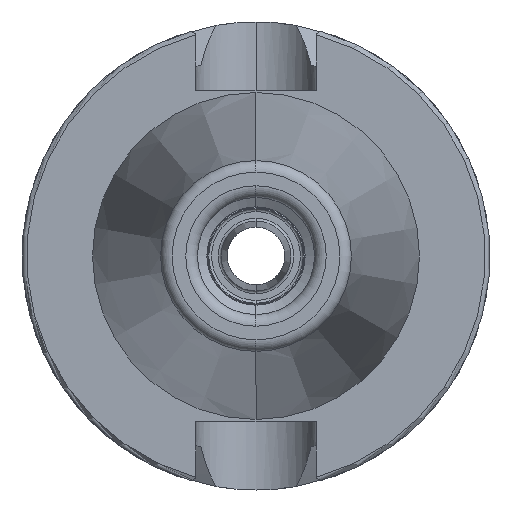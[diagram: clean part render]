
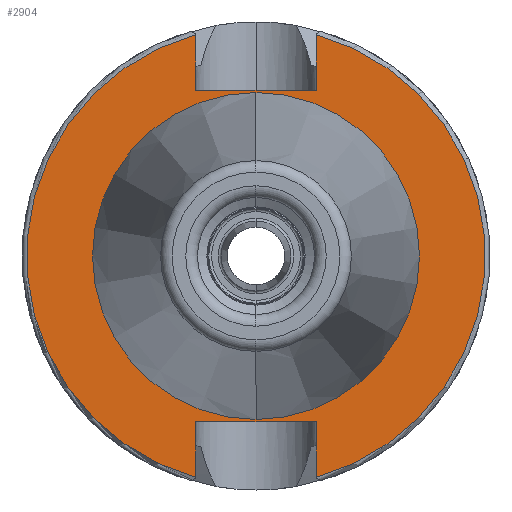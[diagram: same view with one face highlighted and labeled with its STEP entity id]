
A CAD part, left-side view. The second image highlights one B-rep face of the part: STEP entity #2904.
In plain terms, the highlighted planar face has unit normal (-1, 0, 0).
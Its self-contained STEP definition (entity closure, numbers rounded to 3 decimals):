
#20 = VERTEX_POINT ( 'NONE', #239 ) ;
#52 = VERTEX_POINT ( 'NONE', #1303 ) ;
#70 = AXIS2_PLACEMENT_3D ( 'NONE', #118, #124, #133 ) ;
#82 = DIRECTION ( 'NONE',  ( 1., 0., 0. ) ) ;
#95 = EDGE_LOOP ( 'NONE', ( #1957, #1954 ) ) ;
#98 = CARTESIAN_POINT ( 'NONE',  ( 3., 0., 0. ) ) ;
#104 = CARTESIAN_POINT ( 'NONE',  ( 3., -12.85, 47.285 ) ) ;
#107 = EDGE_CURVE ( 'NONE', #293, #1635, #2687, .T. ) ;
#118 = CARTESIAN_POINT ( 'NONE',  ( 3., 0., 0. ) ) ;
#123 = EDGE_CURVE ( 'NONE', #2107, #293, #2655, .T. ) ;
#124 = DIRECTION ( 'NONE',  ( 1., 0., 0. ) ) ;
#133 = DIRECTION ( 'NONE',  ( 0., 0., -1. ) ) ;
#164 = EDGE_LOOP ( 'NONE', ( #1952, #1945, #1942, #1928, #1926, #1919, #1910, #1895 ) ) ;
#176 = DIRECTION ( 'NONE',  ( 0., 0., -1. ) ) ;
#185 = EDGE_CURVE ( 'NONE', #2107, #3004, #2602, .T. ) ;
#239 = CARTESIAN_POINT ( 'NONE',  ( 3., 0., -34.925 ) ) ;
#273 = CARTESIAN_POINT ( 'NONE',  ( 3., 0., 0. ) ) ;
#279 = DIRECTION ( 'NONE',  ( 1., 0., 0. ) ) ;
#286 = DIRECTION ( 'NONE',  ( 0., 0., -1. ) ) ;
#293 = VERTEX_POINT ( 'NONE', #2918 ) ;
#329 = EDGE_CURVE ( 'NONE', #411, #3004, #2495, .T. ) ;
#334 = DIRECTION ( 'NONE',  ( 0., 0., -1. ) ) ;
#369 = EDGE_CURVE ( 'NONE', #738, #411, #2488, .T. ) ;
#382 = EDGE_CURVE ( 'NONE', #738, #733, #2490, .T. ) ;
#399 = CARTESIAN_POINT ( 'NONE',  ( 3., -12.85, -35.4 ) ) ;
#411 = VERTEX_POINT ( 'NONE', #2505 ) ;
#485 = EDGE_CURVE ( 'NONE', #3013, #20, #2409, .T. ) ;
#510 = AXIS2_PLACEMENT_3D ( 'NONE', #2975, #2727, #2930 ) ;
#511 = EDGE_CURVE ( 'NONE', #733, #52, #2390, .T. ) ;
#513 = AXIS2_PLACEMENT_3D ( 'NONE', #98, #82, #334 ) ;
#529 = EDGE_CURVE ( 'NONE', #1635, #52, #2392, .T. ) ;
#660 = CARTESIAN_POINT ( 'NONE',  ( 3., -12.85, 35.4 ) ) ;
#733 = VERTEX_POINT ( 'NONE', #1262 ) ;
#738 = VERTEX_POINT ( 'NONE', #1269 ) ;
#926 = FACE_BOUND ( 'NONE', #95, .T. ) ;
#971 = FACE_OUTER_BOUND ( 'NONE', #164, .T. ) ;
#1037 = EDGE_CURVE ( 'NONE', #20, #3013, #2102, .T. ) ;
#1215 = AXIS2_PLACEMENT_3D ( 'NONE', #273, #279, #286 ) ;
#1262 = CARTESIAN_POINT ( 'NONE',  ( 3., -12.85, -35.4 ) ) ;
#1269 = CARTESIAN_POINT ( 'NONE',  ( 3., 12.85, -35.4 ) ) ;
#1303 = CARTESIAN_POINT ( 'NONE',  ( 3., -12.85, -47.285 ) ) ;
#1510 = AXIS2_PLACEMENT_3D ( 'NONE', #2653, #2656, #2661 ) ;
#1635 = VERTEX_POINT ( 'NONE', #104 ) ;
#1724 = DIRECTION ( 'NONE',  ( 0., -1., 0. ) ) ;
#1794 = CARTESIAN_POINT ( 'NONE',  ( 3., 12.85, 35.4 ) ) ;
#1880 = DIRECTION ( 'NONE',  ( 0., 0., 1. ) ) ;
#1895 = ORIENTED_EDGE ( 'NONE', *, *, #369, .F. ) ;
#1910 = ORIENTED_EDGE ( 'NONE', *, *, #329, .F. ) ;
#1919 = ORIENTED_EDGE ( 'NONE', *, *, #185, .T. ) ;
#1926 = ORIENTED_EDGE ( 'NONE', *, *, #123, .F. ) ;
#1928 = ORIENTED_EDGE ( 'NONE', *, *, #107, .F. ) ;
#1942 = ORIENTED_EDGE ( 'NONE', *, *, #529, .F. ) ;
#1945 = ORIENTED_EDGE ( 'NONE', *, *, #511, .T. ) ;
#1952 = ORIENTED_EDGE ( 'NONE', *, *, #382, .T. ) ;
#1954 = ORIENTED_EDGE ( 'NONE', *, *, #485, .T. ) ;
#1957 = ORIENTED_EDGE ( 'NONE', *, *, #1037, .T. ) ;
#1988 = CARTESIAN_POINT ( 'NONE',  ( 3., 0., 34.925 ) ) ;
#2102 = CIRCLE ( 'NONE', #513, 34.925 ) ;
#2107 = VERTEX_POINT ( 'NONE', #2737 ) ;
#2171 = CARTESIAN_POINT ( 'NONE',  ( 3., -12.85, 35.4 ) ) ;
#2390 = LINE ( 'NONE', #399, #2396 ) ;
#2392 = CIRCLE ( 'NONE', #1215, 49. ) ;
#2396 = VECTOR ( 'NONE', #176, 1000. ) ;
#2409 = CIRCLE ( 'NONE', #70, 34.925 ) ;
#2455 = VECTOR ( 'NONE', #2805, 1000. ) ;
#2460 = VECTOR ( 'NONE', #2601, 1000. ) ;
#2480 = CARTESIAN_POINT ( 'NONE',  ( 3., 12.85, 47.285 ) ) ;
#2488 = LINE ( 'NONE', #2698, #2460 ) ;
#2490 = LINE ( 'NONE', #2875, #2455 ) ;
#2495 = CIRCLE ( 'NONE', #1510, 49. ) ;
#2505 = CARTESIAN_POINT ( 'NONE',  ( 3., 12.85, -47.285 ) ) ;
#2590 = VECTOR ( 'NONE', #2691, 1000. ) ;
#2601 = DIRECTION ( 'NONE',  ( 0., 0., -1. ) ) ;
#2602 = LINE ( 'NONE', #1794, #2590 ) ;
#2642 = VECTOR ( 'NONE', #1724, 1000. ) ;
#2653 = CARTESIAN_POINT ( 'NONE',  ( 3., 0., 0. ) ) ;
#2655 = LINE ( 'NONE', #660, #2642 ) ;
#2656 = DIRECTION ( 'NONE',  ( 1., 0., 0. ) ) ;
#2661 = DIRECTION ( 'NONE',  ( 0., 0., -1. ) ) ;
#2686 = VECTOR ( 'NONE', #1880, 1000. ) ;
#2687 = LINE ( 'NONE', #2171, #2686 ) ;
#2691 = DIRECTION ( 'NONE',  ( 0., 0., 1. ) ) ;
#2698 = CARTESIAN_POINT ( 'NONE',  ( 3., 12.85, -35.4 ) ) ;
#2727 = DIRECTION ( 'NONE',  ( -1., 0., 0. ) ) ;
#2737 = CARTESIAN_POINT ( 'NONE',  ( 3., 12.85, 35.4 ) ) ;
#2805 = DIRECTION ( 'NONE',  ( 0., -1., 0. ) ) ;
#2875 = CARTESIAN_POINT ( 'NONE',  ( 3., -12.85, -35.4 ) ) ;
#2904 = ADVANCED_FACE ( 'NONE', ( #926, #971 ), #3141, .T. ) ;
#2918 = CARTESIAN_POINT ( 'NONE',  ( 3., -12.85, 35.4 ) ) ;
#2930 = DIRECTION ( 'NONE',  ( 0., 0., 1. ) ) ;
#2975 = CARTESIAN_POINT ( 'NONE',  ( 3., 49., 0. ) ) ;
#3004 = VERTEX_POINT ( 'NONE', #2480 ) ;
#3013 = VERTEX_POINT ( 'NONE', #1988 ) ;
#3141 = PLANE ( 'NONE',  #510 ) ;
